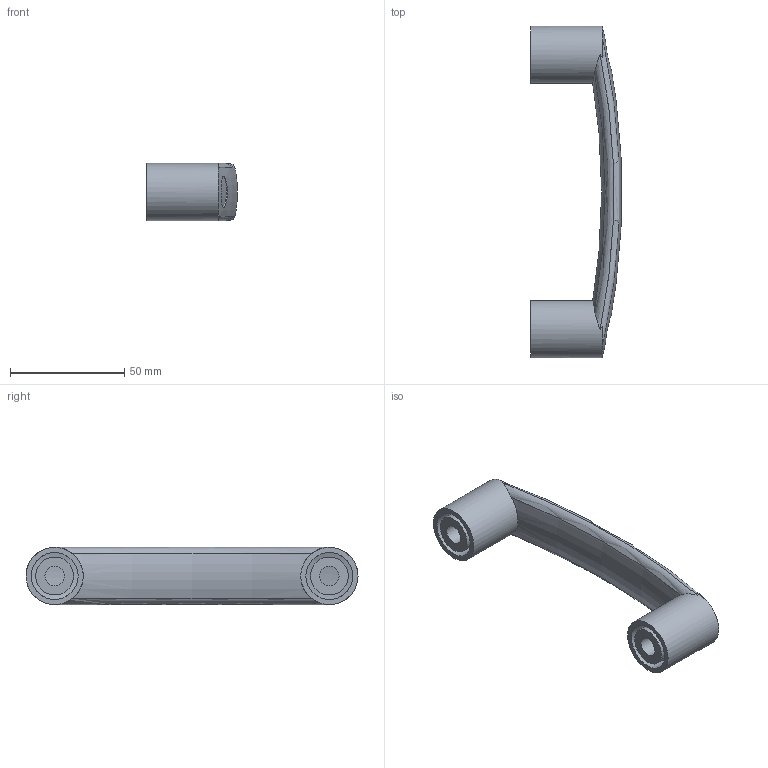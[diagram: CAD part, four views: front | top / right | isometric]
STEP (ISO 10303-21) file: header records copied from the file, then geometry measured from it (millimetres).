
FILE_DESCRIPTION(/* description */ ('Maniglia per profilo serie 45 interasse fori 120 tappi neri'),/* implementation_level */ '2;1');
FILE_NAME(/* name */ 'HBK45-120.stp',/* time_stamp */ '2021-02-19T14:22:04+01:00',/* author */ ('omnitec'),/* organization */ ('Microsoft'),/* preprocessor_version */ 'ST-DEVELOPER v18.1',/* originating_system */ 'Autodesk Inventor 2021',/* authorisation */ '');
FILE_SCHEMA (('AUTOMOTIVE_DESIGN { 1 0 10303 214 3 1 1 }'));
Length unit declared in the file: millimetre
Products named in the file (1): HBK45-120
Bounding box: 39.7 x 145 x 25 mm (x, y, z)
Surface area: 19619 mm2 (no closed solid volume)
Topology: 0 solids, 5 shells, 28 faces, 139 edges, 117 vertices
Faces by surface type: cylinder 10, plane 10, torus 8
Full cylindrical faces by diameter (mm): 8.5 x2, 13.5 x2, 16.5 x2, 20.5 x2, 25 x2
Entity records: 2163 total; most frequent: CARTESIAN_POINT 1009, DIRECTION 232, ORIENTED_EDGE 198, EDGE_CURVE 139, VERTEX_POINT 117, AXIS2_PLACEMENT_3D 93, CIRCLE 64, LINE 46
